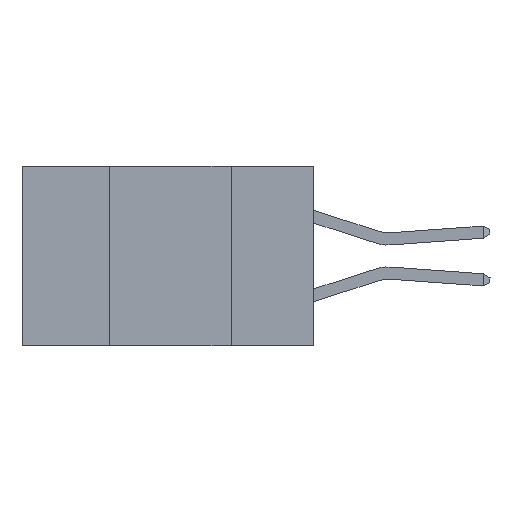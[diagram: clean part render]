
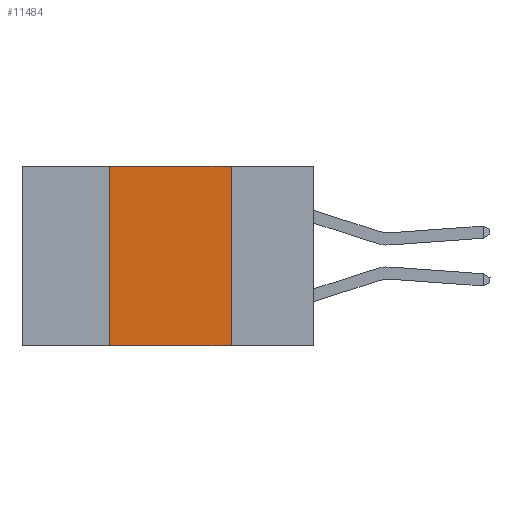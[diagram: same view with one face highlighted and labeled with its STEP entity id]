
A CAD part, left-side view. The second image highlights one B-rep face of the part: STEP entity #11484.
In plain terms, the highlighted planar face has unit normal (-1, 0, 0).
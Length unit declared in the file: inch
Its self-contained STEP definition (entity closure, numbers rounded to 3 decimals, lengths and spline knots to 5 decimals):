
#744 = VECTOR ( 'NONE', #19469, 39.37008 ) ;
#1650 = ORIENTED_EDGE ( 'NONE', *, *, #20915, .F. ) ;
#2295 = CARTESIAN_POINT ( 'NONE',  ( 0., 0.17, 0. ) ) ;
#2646 = VECTOR ( 'NONE', #21110, 39.37008 ) ;
#2765 = VECTOR ( 'NONE', #9974, 39.37008 ) ;
#2946 = CARTESIAN_POINT ( 'NONE',  ( 0., 0.42, 0. ) ) ;
#2980 = CARTESIAN_POINT ( 'NONE',  ( 0., 0.6, 0. ) ) ;
#3746 = EDGE_LOOP ( 'NONE', ( #5822, #1650, #21308, #6538 ) ) ;
#4843 = CARTESIAN_POINT ( 'NONE',  ( 0., 0.6, 0. ) ) ;
#5278 = LINE ( 'NONE', #2980, #744 ) ;
#5822 = ORIENTED_EDGE ( 'NONE', *, *, #18331, .F. ) ;
#5950 = VECTOR ( 'NONE', #21065, 39.37008 ) ;
#6538 = ORIENTED_EDGE ( 'NONE', *, *, #7400, .T. ) ;
#6582 = DIRECTION ( 'NONE',  ( 0., 0., -1. ) ) ;
#7189 = VERTEX_POINT ( 'NONE', #2295 ) ;
#7400 = EDGE_CURVE ( 'NONE', #18665, #16552, #15982, .T. ) ;
#7713 = LINE ( 'NONE', #19467, #2646 ) ;
#9974 = DIRECTION ( 'NONE',  ( 0., -1., 0. ) ) ;
#10735 = EDGE_CURVE ( 'NONE', #18665, #13561, #7713, .T. ) ;
#11484 = ADVANCED_FACE ( 'NONE', ( #17351 ), #21213, .F. ) ;
#13561 = VERTEX_POINT ( 'NONE', #2946 ) ;
#15394 = CARTESIAN_POINT ( 'NONE',  ( 0., 0.42, -0.37 ) ) ;
#15982 = LINE ( 'NONE', #16402, #2765 ) ;
#16394 = DIRECTION ( 'NONE',  ( 1., 0., 0. ) ) ;
#16402 = CARTESIAN_POINT ( 'NONE',  ( 0., 0.6, -0.37 ) ) ;
#16552 = VERTEX_POINT ( 'NONE', #21330 ) ;
#17351 = FACE_OUTER_BOUND ( 'NONE', #3746, .T. ) ;
#18331 = EDGE_CURVE ( 'NONE', #7189, #16552, #19029, .T. ) ;
#18665 = VERTEX_POINT ( 'NONE', #15394 ) ;
#19029 = LINE ( 'NONE', #19422, #5950 ) ;
#19396 = AXIS2_PLACEMENT_3D ( 'NONE', #4843, #16394, #6582 ) ;
#19422 = CARTESIAN_POINT ( 'NONE',  ( 0., 0.17, 0. ) ) ;
#19467 = CARTESIAN_POINT ( 'NONE',  ( 0., 0.42, 0. ) ) ;
#19469 = DIRECTION ( 'NONE',  ( 0., -1., 0. ) ) ;
#20915 = EDGE_CURVE ( 'NONE', #13561, #7189, #5278, .T. ) ;
#21065 = DIRECTION ( 'NONE',  ( 0., 0., -1. ) ) ;
#21110 = DIRECTION ( 'NONE',  ( 0., 0., 1. ) ) ;
#21213 = PLANE ( 'NONE',  #19396 ) ;
#21308 = ORIENTED_EDGE ( 'NONE', *, *, #10735, .F. ) ;
#21330 = CARTESIAN_POINT ( 'NONE',  ( 0., 0.17, -0.37 ) ) ;
